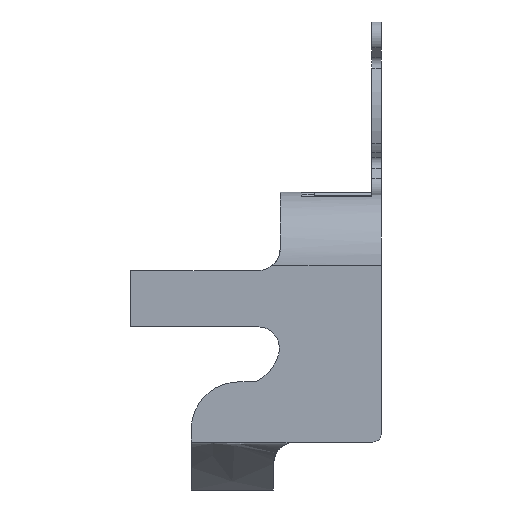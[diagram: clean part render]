
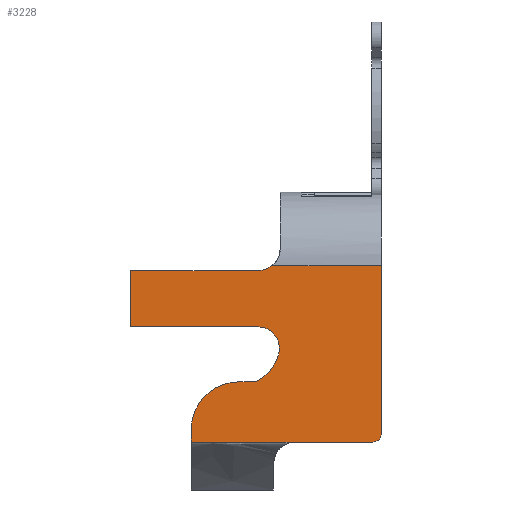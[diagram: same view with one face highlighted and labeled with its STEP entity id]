
A CAD part, left-side view. The second image highlights one B-rep face of the part: STEP entity #3228.
In plain terms, the highlighted planar face has unit normal (-1, 0, 0).
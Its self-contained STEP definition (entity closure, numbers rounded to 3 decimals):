
#73=CIRCLE('',#3380,11.);
#130=CIRCLE('',#3470,5.);
#131=CIRCLE('',#3472,10.);
#135=CIRCLE('',#3479,2.);
#136=CIRCLE('',#3480,5.);
#303=FACE_OUTER_BOUND('',#483,.T.);
#483=EDGE_LOOP('',(#2362,#2363,#2364,#2365,#2366,#2367,#2368,#2369,#2370,
#2371,#2372,#2373,#2374,#2375,#2376));
#635=LINE('',#4610,#969);
#640=LINE('',#4624,#974);
#645=LINE('',#4643,#979);
#719=LINE('',#4894,#1053);
#749=LINE('',#5022,#1083);
#750=LINE('',#5024,#1084);
#751=LINE('',#5028,#1085);
#752=LINE('',#5030,#1086);
#753=LINE('',#5033,#1087);
#754=LINE('',#5034,#1088);
#969=VECTOR('',#3687,10.);
#974=VECTOR('',#3700,10.);
#979=VECTOR('',#3707,10.);
#1053=VECTOR('',#3905,10.);
#1083=VECTOR('',#4001,10.);
#1084=VECTOR('',#4002,10.);
#1085=VECTOR('',#4005,10.);
#1086=VECTOR('',#4006,10.);
#1087=VECTOR('',#4009,10.);
#1088=VECTOR('',#4010,10.);
#1303=VERTEX_POINT('',#4608);
#1304=VERTEX_POINT('',#4609);
#1307=VERTEX_POINT('',#4617);
#1309=VERTEX_POINT('',#4623);
#1314=VERTEX_POINT('',#4638);
#1413=VERTEX_POINT('',#4890);
#1415=VERTEX_POINT('',#4893);
#1448=VERTEX_POINT('',#5006);
#1449=VERTEX_POINT('',#5008);
#1451=VERTEX_POINT('',#5021);
#1452=VERTEX_POINT('',#5023);
#1453=VERTEX_POINT('',#5025);
#1454=VERTEX_POINT('',#5027);
#1455=VERTEX_POINT('',#5029);
#1456=VERTEX_POINT('',#5032);
#1629=EDGE_CURVE('',#1303,#1304,#635,.T.);
#1633=EDGE_CURVE('',#1303,#1307,#73,.T.);
#1636=EDGE_CURVE('',#1309,#1307,#640,.T.);
#1643=EDGE_CURVE('',#1314,#1309,#645,.T.);
#1759=EDGE_CURVE('',#1413,#1415,#719,.T.);
#1804=EDGE_CURVE('',#1448,#1449,#130,.T.);
#1806=EDGE_CURVE('',#1304,#1448,#131,.T.);
#1811=EDGE_CURVE('',#1314,#1451,#749,.T.);
#1812=EDGE_CURVE('',#1451,#1452,#750,.T.);
#1813=EDGE_CURVE('',#1453,#1452,#135,.T.);
#1814=EDGE_CURVE('',#1454,#1453,#751,.T.);
#1815=EDGE_CURVE('',#1455,#1454,#752,.F.);
#1816=EDGE_CURVE('',#1415,#1455,#136,.T.);
#1817=EDGE_CURVE('',#1456,#1413,#753,.T.);
#1818=EDGE_CURVE('',#1449,#1456,#754,.T.);
#2362=ORIENTED_EDGE('',*,*,#1643,.F.);
#2363=ORIENTED_EDGE('',*,*,#1811,.T.);
#2364=ORIENTED_EDGE('',*,*,#1812,.T.);
#2365=ORIENTED_EDGE('',*,*,#1813,.F.);
#2366=ORIENTED_EDGE('',*,*,#1814,.F.);
#2367=ORIENTED_EDGE('',*,*,#1815,.F.);
#2368=ORIENTED_EDGE('',*,*,#1816,.F.);
#2369=ORIENTED_EDGE('',*,*,#1759,.F.);
#2370=ORIENTED_EDGE('',*,*,#1817,.F.);
#2371=ORIENTED_EDGE('',*,*,#1818,.F.);
#2372=ORIENTED_EDGE('',*,*,#1804,.F.);
#2373=ORIENTED_EDGE('',*,*,#1806,.F.);
#2374=ORIENTED_EDGE('',*,*,#1629,.F.);
#2375=ORIENTED_EDGE('',*,*,#1633,.T.);
#2376=ORIENTED_EDGE('',*,*,#1636,.F.);
#3114=PLANE('',#3478);
#3228=ADVANCED_FACE('',(#303),#3114,.T.);
#3380=AXIS2_PLACEMENT_3D('',#4618,#3693,#3694);
#3470=AXIS2_PLACEMENT_3D('',#5009,#3981,#3982);
#3472=AXIS2_PLACEMENT_3D('',#5012,#3986,#3987);
#3478=AXIS2_PLACEMENT_3D('',#5020,#3999,#4000);
#3479=AXIS2_PLACEMENT_3D('',#5026,#4003,#4004);
#3480=AXIS2_PLACEMENT_3D('',#5031,#4007,#4008);
#3687=DIRECTION('',(0.,-1.,0.023));
#3693=DIRECTION('center_axis',(-1.,0.,0.));
#3694=DIRECTION('ref_axis',(0.,0.023,1.));
#3700=DIRECTION('',(0.,-0.046,0.999));
#3707=DIRECTION('',(0.,0.,1.));
#3905=DIRECTION('',(0.,-1.,0.));
#3981=DIRECTION('center_axis',(-1.,0.,0.));
#3982=DIRECTION('ref_axis',(0.,-0.792,0.611));
#3986=DIRECTION('center_axis',(-1.,0.,0.));
#3987=DIRECTION('ref_axis',(0.,-0.707,-0.707));
#3999=DIRECTION('center_axis',(-1.,0.,0.));
#4000=DIRECTION('ref_axis',(0.,1.,0.));
#4001=DIRECTION('',(0.,-1.,0.));
#4002=DIRECTION('',(0.,-1.,0.));
#4003=DIRECTION('center_axis',(1.,0.,0.));
#4004=DIRECTION('ref_axis',(0.,-0.707,-0.707));
#4005=DIRECTION('',(0.,0.,-1.));
#4006=DIRECTION('',(0.,1.,0.));
#4007=DIRECTION('center_axis',(-1.,0.,0.));
#4008=DIRECTION('ref_axis',(0.,-0.707,-0.707));
#4009=DIRECTION('',(0.,0.,1.));
#4010=DIRECTION('',(0.,1.,0.));
#4608=CARTESIAN_POINT('',(-32.5,-44.252,-7.478));
#4609=CARTESIAN_POINT('',(-32.5,-48.61,-7.38));
#4610=CARTESIAN_POINT('',(-32.5,-44.252,-7.478));
#4617=CARTESIAN_POINT('',(-32.5,-33.546,-17.475));
#4618=CARTESIAN_POINT('Origin',(-32.5,-44.5,-18.475));
#4623=CARTESIAN_POINT('',(-32.5,-33.5,-18.475));
#4624=CARTESIAN_POINT('',(-32.5,-33.5,-18.475));
#4638=CARTESIAN_POINT('',(-32.5,-33.5,-21.38));
#4643=CARTESIAN_POINT('',(-32.5,-33.5,9.185));
#4890=CARTESIAN_POINT('',(-32.5,-19.5,18.25));
#4893=CARTESIAN_POINT('',(-32.5,-49.05,18.25));
#4894=CARTESIAN_POINT('',(-32.5,-65.5,18.25));
#5006=CARTESIAN_POINT('',(-32.5,-53.722,-1.02));
#5008=CARTESIAN_POINT('',(-32.5,-48.886,5.25));
#5009=CARTESIAN_POINT('Origin',(-32.5,-48.886,0.25));
#5012=CARTESIAN_POINT('Origin',(-32.5,-44.05,1.52));
#5020=CARTESIAN_POINT('Origin',(-32.5,-76.95,36.3));
#5021=CARTESIAN_POINT('',(-32.5,-57.5,-21.38));
#5022=CARTESIAN_POINT('',(-32.5,-76.95,-21.38));
#5023=CARTESIAN_POINT('',(-32.5,-75.45,-21.38));
#5024=CARTESIAN_POINT('',(-32.5,-76.95,-21.38));
#5025=CARTESIAN_POINT('',(-32.5,-77.45,-19.38));
#5026=CARTESIAN_POINT('Origin',(-32.5,-75.45,-19.38));
#5027=CARTESIAN_POINT('',(-32.5,-77.45,19.3));
#5028=CARTESIAN_POINT('',(-32.5,-77.45,36.3));
#5029=CARTESIAN_POINT('',(-32.5,-52.116,19.3));
#5030=CARTESIAN_POINT('',(-32.5,-65.5,19.3));
#5031=CARTESIAN_POINT('Origin',(-32.5,-49.05,23.25));
#5032=CARTESIAN_POINT('',(-32.5,-19.5,5.25));
#5033=CARTESIAN_POINT('',(-32.5,-19.5,24.025));
#5034=CARTESIAN_POINT('',(-32.5,-65.5,5.25));
